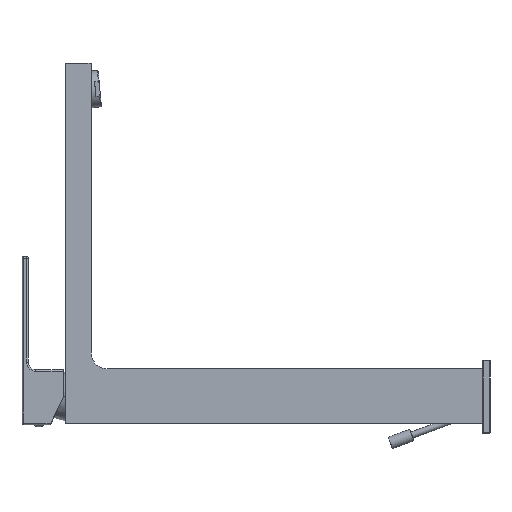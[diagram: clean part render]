
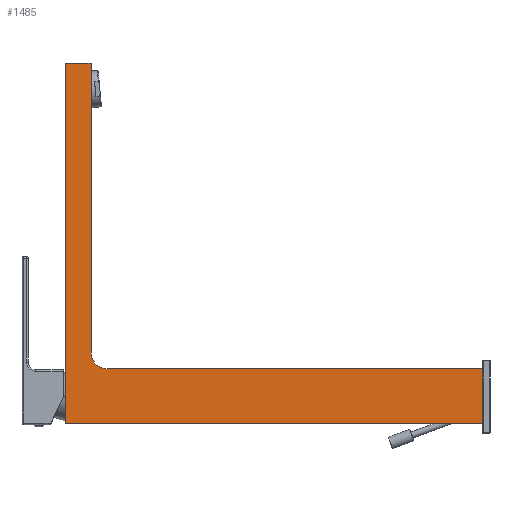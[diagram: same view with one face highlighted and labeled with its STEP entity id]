
A CAD part, left-side view. The second image highlights one B-rep face of the part: STEP entity #1485.
In plain terms, the highlighted planar face has unit normal (-1, 0, 0).
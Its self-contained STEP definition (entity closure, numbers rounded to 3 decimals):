
#243=DIRECTION('',(0.,0.,1.));
#244=VECTOR('',#243,36.);
#245=CARTESIAN_POINT('',(-18.,1.5,-17.75));
#246=LINE('',#245,#244);
#247=DIRECTION('',(0.,1.,0.));
#248=VECTOR('',#247,273.5);
#249=CARTESIAN_POINT('',(-18.,1.5,-17.75));
#250=LINE('',#249,#248);
#251=DIRECTION('',(0.,-1.,0.));
#252=VECTOR('',#251,17.);
#253=CARTESIAN_POINT('',(-18.,275.,218.5));
#254=LINE('',#253,#252);
#255=DIRECTION('',(0.,0.,1.));
#256=VECTOR('',#255,189.75);
#257=CARTESIAN_POINT('',(-18.,258.,28.75));
#258=LINE('',#257,#256);
#259=CARTESIAN_POINT('',(-18.,247.5,28.75));
#260=DIRECTION('',(1.,0.,0.));
#261=DIRECTION('',(0.,0.,-1.));
#262=AXIS2_PLACEMENT_3D('',#259,#260,#261);
#264=DIRECTION('',(0.,1.,0.));
#265=VECTOR('',#264,246.);
#266=CARTESIAN_POINT('',(-18.,1.5,18.25));
#267=LINE('',#266,#265);
#317=DIRECTION('',(0.,0.,1.));
#318=VECTOR('',#317,236.25);
#319=CARTESIAN_POINT('',(-18.,275.,-17.75));
#320=LINE('',#319,#318);
#757=CARTESIAN_POINT('',(-18.,275.,218.5));
#759=VERTEX_POINT('',#757);
#761=CARTESIAN_POINT('',(-18.,275.,-17.75));
#763=VERTEX_POINT('',#761);
#765=CARTESIAN_POINT('',(-18.,258.,218.5));
#766=VERTEX_POINT('',#765);
#767=CARTESIAN_POINT('',(-18.,247.5,18.25));
#768=CARTESIAN_POINT('',(-18.,258.,28.75));
#769=VERTEX_POINT('',#767);
#770=VERTEX_POINT('',#768);
#885=CARTESIAN_POINT('',(-18.,1.5,-17.75));
#886=CARTESIAN_POINT('',(-18.,1.5,18.25));
#887=VERTEX_POINT('',#885);
#888=VERTEX_POINT('',#886);
#1465=CARTESIAN_POINT('',(-18.,0.,-48.31));
#1466=DIRECTION('',(1.,0.,0.));
#1467=DIRECTION('',(0.,1.,0.));
#1468=AXIS2_PLACEMENT_3D('',#1465,#1466,#1467);
#1469=PLANE('',#1468);
#1470=ORIENTED_EDGE('',*,*,#1020,.F.);
#1472=ORIENTED_EDGE('',*,*,#1471,.T.);
#1474=ORIENTED_EDGE('',*,*,#1473,.T.);
#1476=ORIENTED_EDGE('',*,*,#1475,.T.);
#1478=ORIENTED_EDGE('',*,*,#1477,.F.);
#1480=ORIENTED_EDGE('',*,*,#1479,.F.);
#1482=ORIENTED_EDGE('',*,*,#1481,.F.);
#1483=EDGE_LOOP('',(#1470,#1472,#1474,#1476,#1478,#1480,#1482));
#1484=FACE_OUTER_BOUND('',#1483,.F.);
#1485=ADVANCED_FACE('',(#1484),#1469,.F.);
#263=CIRCLE('',#262,10.5);
#1020=EDGE_CURVE('',#887,#888,#246,.T.);
#1471=EDGE_CURVE('',#887,#763,#250,.T.);
#1473=EDGE_CURVE('',#763,#759,#320,.T.);
#1475=EDGE_CURVE('',#759,#766,#254,.T.);
#1477=EDGE_CURVE('',#770,#766,#258,.T.);
#1479=EDGE_CURVE('',#769,#770,#263,.T.);
#1481=EDGE_CURVE('',#888,#769,#267,.T.);
